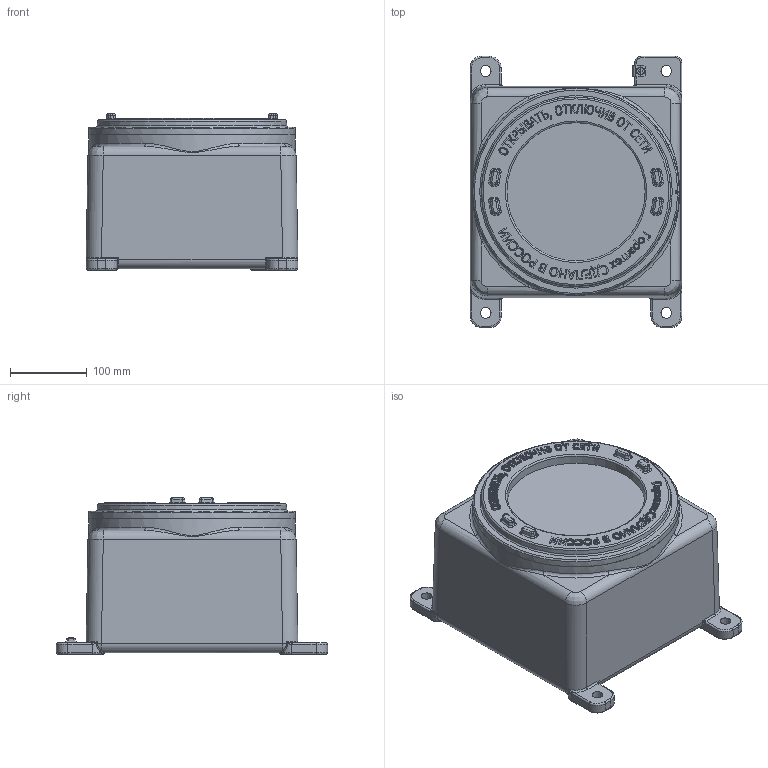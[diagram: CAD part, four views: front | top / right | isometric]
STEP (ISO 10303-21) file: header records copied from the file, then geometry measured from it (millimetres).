
FILE_DESCRIPTION((''),'2;1');
FILE_NAME('ЩОРВА272721-О18.stp','2019-05-17T13:44:49',('L.A.Ronzhin'),(''),'Autodesk Inventor 2012','Autodesk Inventor 2012','');
FILE_SCHEMA(('CONFIG_CONTROL_DESIGN'));
Length unit declared in the file: millimetre
Products named in the file (1): ЩОРВА272721-О18
Bounding box: 276.57 x 354.45 x 204.5 mm (x, y, z)
Volume: 13586816.3 mm3; surface area: 370083 mm2
Topology: 1 solids, 1 shells, 1081 faces, 2803 edges, 1796 vertices
Faces by surface type: plane 492, bspline 452, cylinder 94, torus 24, cone 19
Full cylindrical faces by diameter (mm): 4.1 x1, 4.9 x1, 7.9 x1
Entity records: 39694 total; most frequent: CARTESIAN_POINT 14914, ORIENTED_EDGE 5538, DIRECTION 3643, EDGE_CURVE 2769, VERTEX_POINT 1787, VECTOR 1569, LINE 1569, EDGE_LOOP 1186
